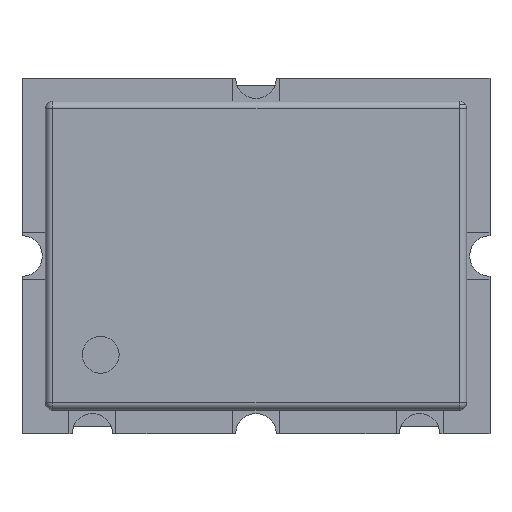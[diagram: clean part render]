
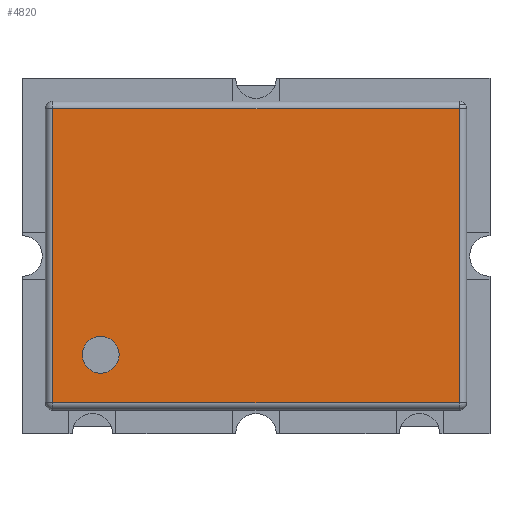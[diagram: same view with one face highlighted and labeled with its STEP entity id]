
A CAD part, top view. The second image highlights one B-rep face of the part: STEP entity #4820.
In plain terms, the highlighted planar face has unit normal (0, 0, 1).
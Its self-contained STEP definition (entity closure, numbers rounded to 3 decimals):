
#4300=CARTESIAN_POINT('',(-3.715,-2.69,5.84));
#4301=VERTEX_POINT('',#4300);
#4310=CARTESIAN_POINT('',(-4.715,-2.69,5.84));
#4311=VERTEX_POINT('',#4310);
#4312=CARTESIAN_POINT('',(-4.215,-2.69,5.84));
#4313=DIRECTION('',(0.0,0.0,-1.0));
#4314=DIRECTION('',(1.0,0.0,0.0));
#4315=AXIS2_PLACEMENT_3D('',#4312,#4313,#4314);
#4316=CIRCLE('',#4315,0.5);
#4317=EDGE_CURVE('',#4311,#4301,#4316,.T.);
#4397=CARTESIAN_POINT('',(-5.515,3.99,5.84));
#4398=VERTEX_POINT('',#4397);
#4422=CARTESIAN_POINT('',(5.515,3.99,5.84));
#4423=VERTEX_POINT('',#4422);
#4467=CARTESIAN_POINT('',(-5.515,-3.99,5.84));
#4468=VERTEX_POINT('',#4467);
#4493=CARTESIAN_POINT('',(5.515,-3.99,5.84));
#4494=VERTEX_POINT('',#4493);
#4534=CARTESIAN_POINT('',(5.515,-3.99,5.84));
#4535=DIRECTION('',(-1.0,0.0,0.0));
#4536=VECTOR('',#4535,11.03);
#4537=LINE('',#4534,#4536);
#4538=EDGE_CURVE('',#4494,#4468,#4537,.T.);
#4588=CARTESIAN_POINT('',(5.515,3.99,5.84));
#4589=DIRECTION('',(0.0,-1.0,0.0));
#4590=VECTOR('',#4589,7.98);
#4591=LINE('',#4588,#4590);
#4592=EDGE_CURVE('',#4423,#4494,#4591,.T.);
#4642=CARTESIAN_POINT('',(-5.515,-3.99,5.84));
#4643=DIRECTION('',(0.0,1.0,0.0));
#4644=VECTOR('',#4643,7.98);
#4645=LINE('',#4642,#4644);
#4646=EDGE_CURVE('',#4468,#4398,#4645,.T.);
#4697=CARTESIAN_POINT('',(-5.515,3.99,5.84));
#4698=DIRECTION('',(1.0,0.0,0.0));
#4699=VECTOR('',#4698,11.03);
#4700=LINE('',#4697,#4699);
#4701=EDGE_CURVE('',#4398,#4423,#4700,.T.);
#4799=CARTESIAN_POINT('',(0.,0.,5.84));
#4800=DIRECTION('',(0.0,0.0,1.0));
#4801=DIRECTION('',(1.0,0.0,0.0));
#4802=AXIS2_PLACEMENT_3D('',#4799,#4800,#4801);
#4803=PLANE('',#4802);
#4804=ORIENTED_EDGE('',*,*,#4538,.F.);
#4805=ORIENTED_EDGE('',*,*,#4592,.F.);
#4806=ORIENTED_EDGE('',*,*,#4701,.F.);
#4807=ORIENTED_EDGE('',*,*,#4646,.F.);
#4808=EDGE_LOOP('',(#4804,#4805,#4806,#4807));
#4809=FACE_OUTER_BOUND('',#4808,.T.);
#4810=CARTESIAN_POINT('',(-4.215,-2.69,5.84));
#4811=DIRECTION('',(0.0,0.0,-1.0));
#4812=DIRECTION('',(1.0,0.0,0.0));
#4813=AXIS2_PLACEMENT_3D('',#4810,#4811,#4812);
#4814=CIRCLE('',#4813,0.5);
#4815=EDGE_CURVE('',#4301,#4311,#4814,.T.);
#4816=ORIENTED_EDGE('',*,*,#4815,.T.);
#4817=ORIENTED_EDGE('',*,*,#4317,.T.);
#4818=EDGE_LOOP('',(#4816,#4817));
#4819=FACE_BOUND('',#4818,.T.);
#4820=ADVANCED_FACE('',(#4809,#4819),#4803,.T.);
